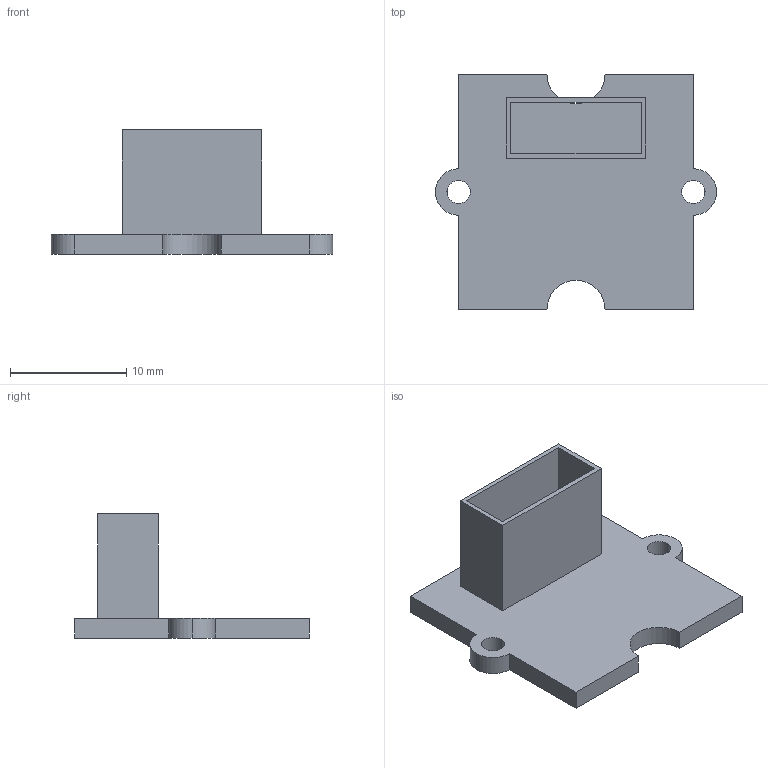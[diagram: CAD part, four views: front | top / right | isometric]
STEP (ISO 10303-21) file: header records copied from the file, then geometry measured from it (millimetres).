
FILE_DESCRIPTION (( 'STEP AP214' ), '1' );
FILE_NAME ('BMM150.STEP', '2023-03-17T06:08:40', ( '' ), ( '' ), 'SwSTEP 2.0', 'SolidWorks 2021', '' );
FILE_SCHEMA (( 'AUTOMOTIVE_DESIGN' ));
Length unit declared in the file: millimetre
Products named in the file (1): BMM150
Bounding box: 24.2 x 20.2 x 10.7 mm (x, y, z)
Volume: 789 mm3; surface area: 1557.8 mm2
Topology: 1 solids, 1 shells, 30 faces, 83 edges, 54 vertices
Faces by surface type: plane 21, cylinder 9
Entity records: 1003 total; most frequent: CARTESIAN_POINT 168, DIRECTION 167, ORIENTED_EDGE 166, EDGE_CURVE 83, LINE 61, VECTOR 61, VERTEX_POINT 54, AXIS2_PLACEMENT_3D 53
